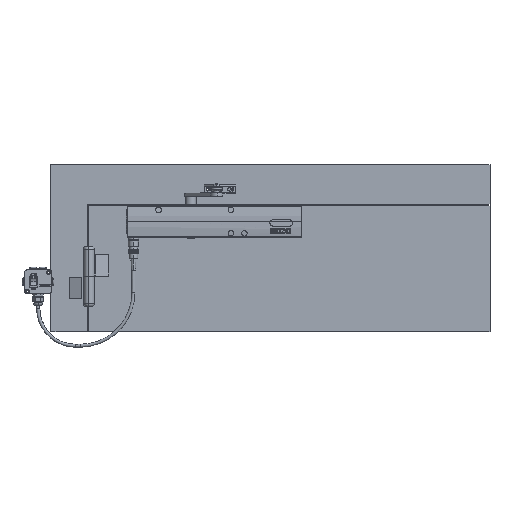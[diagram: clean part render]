
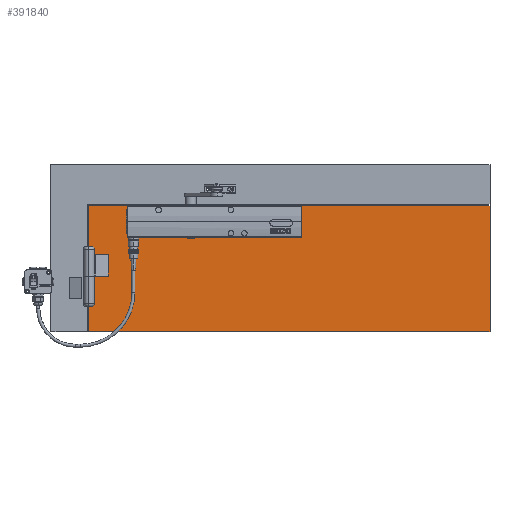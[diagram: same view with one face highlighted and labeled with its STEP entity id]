
A CAD part, top view. The second image highlights one B-rep face of the part: STEP entity #391840.
In plain terms, the highlighted planar face has unit normal (0, 0, 1).
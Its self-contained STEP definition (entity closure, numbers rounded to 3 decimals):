
#390830=CARTESIAN_POINT('',(-20.458,222.598,
-322.5));
#390840=DIRECTION('',(-0.,0.,1.));
#390850=DIRECTION('',(0.,-1.,0.));
#390860=AXIS2_PLACEMENT_3D('',#390830,#390840,#390850);
#390870=PLANE('',#390860);
#390880=CARTESIAN_POINT('',(-20.458,-93.65,
-322.5));
#390890=DIRECTION('',(1.,0.,0.));
#390900=VECTOR('',#390890,1.);
#390910=LINE('',#390880,#390900);
#390920=CARTESIAN_POINT('',(-206.458,-93.65,
-322.5));
#390930=VERTEX_POINT('',#390920);
#390940=CARTESIAN_POINT('',(-174.458,-93.65,
-322.5));
#390950=VERTEX_POINT('',#390940);
#390960=EDGE_CURVE('',#390930,#390950,#390910,.T.);
#390970=ORIENTED_EDGE('',*,*,#390960,.F.);
#390980=CARTESIAN_POINT('',(-174.458,44.548,
-322.5));
#390990=DIRECTION('',(0.,1.,0.));
#391000=VECTOR('',#390990,1.);
#391010=LINE('',#390980,#391000);
#391020=CARTESIAN_POINT('',(-174.458,-53.65,
-322.5));
#391030=VERTEX_POINT('',#391020);
#391040=EDGE_CURVE('',#390950,#391030,#391010,.T.);
#391050=ORIENTED_EDGE('',*,*,#391040,.F.);
#391060=CARTESIAN_POINT('',(-20.458,-53.65,
-322.5));
#391070=DIRECTION('',(-1.,0.,0.));
#391080=VECTOR('',#391070,1.);
#391090=LINE('',#391060,#391080);
#391100=CARTESIAN_POINT('',(-206.458,-53.65,
-322.5));
#391110=VERTEX_POINT('',#391100);
#391120=EDGE_CURVE('',#391030,#391110,#391090,.T.);
#391130=ORIENTED_EDGE('',*,*,#391120,.F.);
#391140=CARTESIAN_POINT('',(-206.458,44.548,
-322.5));
#391150=DIRECTION('',(0.,-1.,0.));
#391160=VECTOR('',#391150,1.);
#391170=LINE('',#391140,#391160);
#391180=EDGE_CURVE('',#391110,#390930,#391170,.T.);
#391190=ORIENTED_EDGE('',*,*,#391180,.F.);
#391200=EDGE_LOOP('',(#391190,#391130,#391050,#390970));
#391210=FACE_BOUND('',#391200,.T.);
#391220=CARTESIAN_POINT('',(-138.458,44.548,
-322.5));
#391230=DIRECTION('',(0.,-1.,0.));
#391240=VECTOR('',#391230,1.);
#391250=LINE('',#391220,#391240);
#391260=CARTESIAN_POINT('',(-138.458,37.998,
-322.5));
#391270=VERTEX_POINT('',#391260);
#391280=CARTESIAN_POINT('',(-138.458,-22.002,
-322.5));
#391290=VERTEX_POINT('',#391280);
#391300=EDGE_CURVE('',#391270,#391290,#391250,.T.);
#391310=ORIENTED_EDGE('',*,*,#391300,.F.);
#391320=CARTESIAN_POINT('',(-20.458,-22.002,
-322.5));
#391330=DIRECTION('',(1.,0.,0.));
#391340=VECTOR('',#391330,1.);
#391350=LINE('',#391320,#391340);
#391360=CARTESIAN_POINT('',(186.542,-22.002,
-322.5));
#391370=VERTEX_POINT('',#391360);
#391380=EDGE_CURVE('',#391290,#391370,#391350,.T.);
#391390=ORIENTED_EDGE('',*,*,#391380,.F.);
#391400=CARTESIAN_POINT('',(186.542,44.548,
-322.5));
#391410=DIRECTION('',(0.,1.,0.));
#391420=VECTOR('',#391410,1.);
#391430=LINE('',#391400,#391420);
#391440=CARTESIAN_POINT('',(186.542,37.998,
-322.5));
#391450=VERTEX_POINT('',#391440);
#391460=EDGE_CURVE('',#391370,#391450,#391430,.T.);
#391470=ORIENTED_EDGE('',*,*,#391460,.F.);
#391480=CARTESIAN_POINT('',(-20.458,37.998,
-322.5));
#391490=DIRECTION('',(-1.,0.,0.));
#391500=VECTOR('',#391490,1.);
#391510=LINE('',#391480,#391500);
#391520=CARTESIAN_POINT('',(538.042,37.998,
-322.5));
#391530=VERTEX_POINT('',#391520);
#391540=EDGE_CURVE('',#391530,#391450,#391510,.T.);
#391550=ORIENTED_EDGE('',*,*,#391540,.T.);
#391560=CARTESIAN_POINT('',(538.042,44.548,
-322.5));
#391570=DIRECTION('',(0.,1.,0.));
#391580=VECTOR('',#391570,1.);
#391590=LINE('',#391560,#391580);
#391600=CARTESIAN_POINT('',(538.042,-197.402,
-322.5));
#391610=VERTEX_POINT('',#391600);
#391620=EDGE_CURVE('',#391610,#391530,#391590,.T.);
#391630=ORIENTED_EDGE('',*,*,#391620,.T.);
#391640=CARTESIAN_POINT('',(-20.458,-197.402,
-322.5));
#391650=DIRECTION('',(-1.,0.,0.));
#391660=VECTOR('',#391650,1.);
#391670=LINE('',#391640,#391660);
#391680=CARTESIAN_POINT('',(-210.458,-197.402,
-322.5));
#391690=VERTEX_POINT('',#391680);
#391700=EDGE_CURVE('',#391610,#391690,#391670,.T.);
#391710=ORIENTED_EDGE('',*,*,#391700,.F.);
#391720=CARTESIAN_POINT('',(-210.458,44.548,
-322.5));
#391730=DIRECTION('',(0.,-1.,0.));
#391740=VECTOR('',#391730,1.);
#391750=LINE('',#391720,#391740);
#391760=CARTESIAN_POINT('',(-210.458,37.998,
-322.5));
#391770=VERTEX_POINT('',#391760);
#391780=EDGE_CURVE('',#391770,#391690,#391750,.T.);
#391790=ORIENTED_EDGE('',*,*,#391780,.T.);
#391800=EDGE_CURVE('',#391270,#391770,#391510,.T.);
#391810=ORIENTED_EDGE('',*,*,#391800,.T.);
#391820=EDGE_LOOP('',(#391810,#391790,#391710,#391630,#391550,#391470,
#391390,#391310));
#391830=FACE_OUTER_BOUND('',#391820,.T.);
#391840=ADVANCED_FACE('',(#391210,#391830),#390870,.T.);
